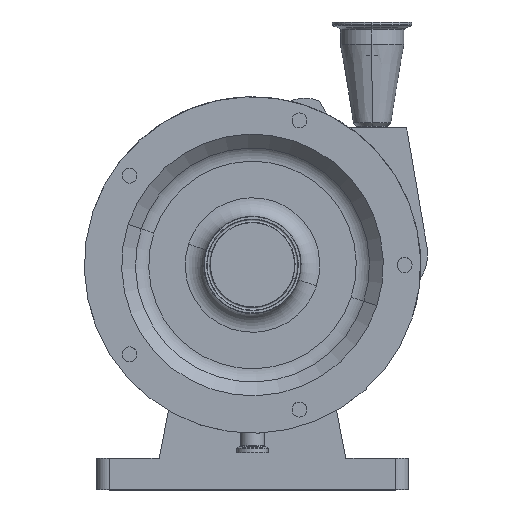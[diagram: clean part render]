
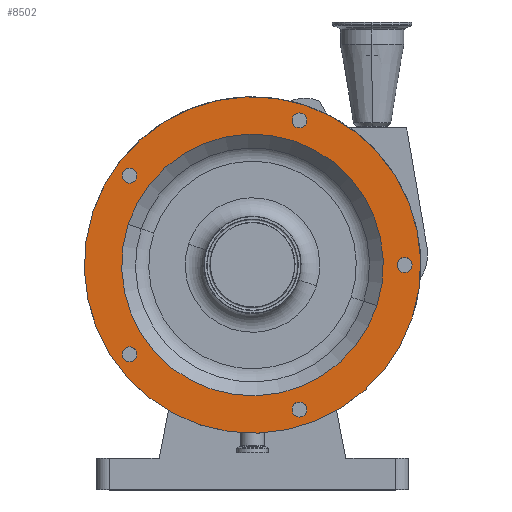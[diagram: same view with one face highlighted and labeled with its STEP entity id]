
A CAD part, top view. The second image highlights one B-rep face of the part: STEP entity #8502.
In plain terms, the highlighted planar face has unit normal (0, 0, 1).
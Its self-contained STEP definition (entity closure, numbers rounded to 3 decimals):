
#1750 = DIRECTION ( 'NONE',  ( -0.951, -0.309, 0. ) ) ;
#1762 = CARTESIAN_POINT ( 'NONE',  ( -98.7, 71.71, 200. ) ) ;
#1763 = AXIS2_PLACEMENT_3D ( 'NONE', #1762, #1781, #1793 ) ;
#1781 = DIRECTION ( 'NONE',  ( 0., 0., 1. ) ) ;
#1784 = CIRCLE ( 'NONE', #1763, 6. ) ;
#1793 = DIRECTION ( 'NONE',  ( 0.588, 0.809, 0. ) ) ;
#1838 = AXIS2_PLACEMENT_3D ( 'NONE', #1846, #1855, #1851 ) ;
#1839 = DIRECTION ( 'NONE',  ( -0.588, 0.809, 0. ) ) ;
#1840 = AXIS2_PLACEMENT_3D ( 'NONE', #1849, #1850, #1839 ) ;
#1841 = CIRCLE ( 'NONE', #1848, 6. ) ;
#1843 = DIRECTION ( 'NONE',  ( 0., 0., 1. ) ) ;
#1844 = CARTESIAN_POINT ( 'NONE',  ( 37.7, -116.029, 200. ) ) ;
#1845 = CIRCLE ( 'NONE', #1838, 6. ) ;
#1846 = CARTESIAN_POINT ( 'NONE',  ( 37.7, 116.029, 200. ) ) ;
#1847 = CIRCLE ( 'NONE', #1840, 6. ) ;
#1848 = AXIS2_PLACEMENT_3D ( 'NONE', #1844, #1843, #1750 ) ;
#1849 = CARTESIAN_POINT ( 'NONE',  ( -98.7, -71.71, 200. ) ) ;
#1850 = DIRECTION ( 'NONE',  ( 0., 0., 1. ) ) ;
#1851 = DIRECTION ( 'NONE',  ( 0.951, -0.309, 0. ) ) ;
#1855 = DIRECTION ( 'NONE',  ( 0., 0., 1. ) ) ;
#2102 = DIRECTION ( 'NONE',  ( 0., 0., 1. ) ) ;
#2104 = AXIS2_PLACEMENT_3D ( 'NONE', #2146, #2102, #2130 ) ;
#2106 = CIRCLE ( 'NONE', #2104, 105. ) ;
#2130 = DIRECTION ( 'NONE',  ( 0.951, -0.309, 0. ) ) ;
#2146 = CARTESIAN_POINT ( 'NONE',  ( 0., 0., 200. ) ) ;
#3445 = FACE_BOUND ( 'NONE', #8461, .T. ) ;
#3469 = FACE_BOUND ( 'NONE', #8490, .T. ) ;
#3477 = FACE_BOUND ( 'NONE', #8485, .T. ) ;
#3509 = FACE_BOUND ( 'NONE', #8516, .T. ) ;
#3526 = FACE_OUTER_BOUND ( 'NONE', #8517, .T. ) ;
#3530 = FACE_BOUND ( 'NONE', #8552, .T. ) ;
#3573 = DIRECTION ( 'NONE',  ( 0.951, -0.309, 0. ) ) ;
#3579 = CARTESIAN_POINT ( 'NONE',  ( 0., 0., 200. ) ) ;
#3580 = AXIS2_PLACEMENT_3D ( 'NONE', #3579, #3581, #3573 ) ;
#3581 = DIRECTION ( 'NONE',  ( 0., 0., 1. ) ) ;
#3582 = CIRCLE ( 'NONE', #3580, 135. ) ;
#3588 = AXIS2_PLACEMENT_3D ( 'NONE', #3600, #3599, #3598 ) ;
#3598 = DIRECTION ( 'NONE',  ( -0.951, 0.309, 0. ) ) ;
#3599 = DIRECTION ( 'NONE',  ( 0., 0., -1. ) ) ;
#3600 = CARTESIAN_POINT ( 'NONE',  ( 12.052, 37.091, 200. ) ) ;
#3601 = PLANE ( 'NONE',  #3588 ) ;
#3616 = FACE_BOUND ( 'NONE', #8511, .T. ) ;
#5573 = DIRECTION ( 'NONE',  ( 0., 0., 1. ) ) ;
#5577 = AXIS2_PLACEMENT_3D ( 'NONE', #5578, #5573, #5581 ) ;
#5578 = CARTESIAN_POINT ( 'NONE',  ( 37.7, -116.029, 200. ) ) ;
#5581 = DIRECTION ( 'NONE',  ( -0.951, -0.309, 0. ) ) ;
#5609 = CIRCLE ( 'NONE', #5577, 6. ) ;
#5749 = CARTESIAN_POINT ( 'NONE',  ( 99.861, -32.447, 200. ) ) ;
#5751 = CARTESIAN_POINT ( 'NONE',  ( 0., 0., 200. ) ) ;
#5761 = AXIS2_PLACEMENT_3D ( 'NONE', #5751, #5797, #5804 ) ;
#5770 = CIRCLE ( 'NONE', #5761, 105. ) ;
#5797 = DIRECTION ( 'NONE',  ( 0., 0., 1. ) ) ;
#5804 = DIRECTION ( 'NONE',  ( 0.951, -0.309, 0. ) ) ;
#5827 = CIRCLE ( 'NONE', #5829, 6. ) ;
#5828 = CARTESIAN_POINT ( 'NONE',  ( -98.7, -71.71, 200. ) ) ;
#5829 = AXIS2_PLACEMENT_3D ( 'NONE', #5828, #5831, #5830 ) ;
#5830 = DIRECTION ( 'NONE',  ( -0.588, 0.809, 0. ) ) ;
#5831 = DIRECTION ( 'NONE',  ( 0., 0., 1. ) ) ;
#5879 = CARTESIAN_POINT ( 'NONE',  ( -95.173, -76.564, 200. ) ) ;
#5881 = CARTESIAN_POINT ( 'NONE',  ( 31.994, -117.883, 200. ) ) ;
#5882 = CARTESIAN_POINT ( 'NONE',  ( 122., -6., 200. ) ) ;
#5883 = CARTESIAN_POINT ( 'NONE',  ( 122., 6., 200. ) ) ;
#5934 = DIRECTION ( 'NONE',  ( 0., -1., 0. ) ) ;
#5935 = DIRECTION ( 'NONE',  ( 0., 0., 1. ) ) ;
#5936 = CARTESIAN_POINT ( 'NONE',  ( 122., 0., 200. ) ) ;
#5937 = AXIS2_PLACEMENT_3D ( 'NONE', #5936, #5935, #5934 ) ;
#5948 = CARTESIAN_POINT ( 'NONE',  ( 43.406, -114.175, 200. ) ) ;
#5952 = CIRCLE ( 'NONE', #5937, 6. ) ;
#6008 = CARTESIAN_POINT ( 'NONE',  ( -102.227, -66.856, 200. ) ) ;
#6253 = CARTESIAN_POINT ( 'NONE',  ( -128.393, 41.717, 200. ) ) ;
#6314 = DIRECTION ( 'NONE',  ( 0.951, -0.309, 0. ) ) ;
#6315 = DIRECTION ( 'NONE',  ( 0., 0., 1. ) ) ;
#6324 = AXIS2_PLACEMENT_3D ( 'NONE', #6325, #6315, #6314 ) ;
#6325 = CARTESIAN_POINT ( 'NONE',  ( 0., 0., 200. ) ) ;
#6329 = CARTESIAN_POINT ( 'NONE',  ( 128.393, -41.717, 200. ) ) ;
#6332 = CIRCLE ( 'NONE', #6324, 135. ) ;
#6448 = DIRECTION ( 'NONE',  ( 0., 0., 1. ) ) ;
#6454 = DIRECTION ( 'NONE',  ( 0.951, -0.309, 0. ) ) ;
#6455 = AXIS2_PLACEMENT_3D ( 'NONE', #6501, #6448, #6454 ) ;
#6461 = DIRECTION ( 'NONE',  ( 0.588, 0.809, 0. ) ) ;
#6462 = DIRECTION ( 'NONE',  ( 0., 0., 1. ) ) ;
#6463 = AXIS2_PLACEMENT_3D ( 'NONE', #6505, #6462, #6461 ) ;
#6465 = CIRCLE ( 'NONE', #6455, 6. ) ;
#6479 = CARTESIAN_POINT ( 'NONE',  ( 31.994, 117.883, 200. ) ) ;
#6501 = CARTESIAN_POINT ( 'NONE',  ( 37.7, 116.029, 200. ) ) ;
#6505 = CARTESIAN_POINT ( 'NONE',  ( -98.7, 71.71, 200. ) ) ;
#6508 = CIRCLE ( 'NONE', #6463, 6. ) ;
#6510 = CARTESIAN_POINT ( 'NONE',  ( 43.406, 114.175, 200. ) ) ;
#6669 = CARTESIAN_POINT ( 'NONE',  ( -99.861, 32.447, 200. ) ) ;
#6676 = CARTESIAN_POINT ( 'NONE',  ( -102.227, 66.856, 200. ) ) ;
#6710 = CARTESIAN_POINT ( 'NONE',  ( -95.173, 76.564, 200. ) ) ;
#7289 = VERTEX_POINT ( 'NONE', #5749 ) ;
#7310 = EDGE_CURVE ( 'NONE', #7669, #7289, #5770, .T. ) ;
#7392 = EDGE_CURVE ( 'NONE', #7407, #7403, #5952, .T. ) ;
#7395 = VERTEX_POINT ( 'NONE', #5948 ) ;
#7402 = VERTEX_POINT ( 'NONE', #5879 ) ;
#7403 = VERTEX_POINT ( 'NONE', #5882 ) ;
#7407 = VERTEX_POINT ( 'NONE', #5883 ) ;
#7410 = VERTEX_POINT ( 'NONE', #5881 ) ;
#7411 = EDGE_CURVE ( 'NONE', #7395, #7410, #5609, .T. ) ;
#7417 = EDGE_CURVE ( 'NONE', #7402, #7431, #5827, .T. ) ;
#7431 = VERTEX_POINT ( 'NONE', #6008 ) ;
#7499 = VERTEX_POINT ( 'NONE', #6329 ) ;
#7502 = EDGE_CURVE ( 'NONE', #7499, #7547, #6332, .T. ) ;
#7547 = VERTEX_POINT ( 'NONE', #6253 ) ;
#7600 = EDGE_CURVE ( 'NONE', #7630, #7622, #6465, .T. ) ;
#7603 = EDGE_CURVE ( 'NONE', #7676, #7666, #6508, .T. ) ;
#7622 = VERTEX_POINT ( 'NONE', #6510 ) ;
#7630 = VERTEX_POINT ( 'NONE', #6479 ) ;
#7666 = VERTEX_POINT ( 'NONE', #6710 ) ;
#7669 = VERTEX_POINT ( 'NONE', #6669 ) ;
#7676 = VERTEX_POINT ( 'NONE', #6676 ) ;
#8123 = CIRCLE ( 'NONE', #8130, 6. ) ;
#8130 = AXIS2_PLACEMENT_3D ( 'NONE', #8137, #8136, #8135 ) ;
#8135 = DIRECTION ( 'NONE',  ( 0., -1., 0. ) ) ;
#8136 = DIRECTION ( 'NONE',  ( 0., 0., 1. ) ) ;
#8137 = CARTESIAN_POINT ( 'NONE',  ( 122., 0., 200. ) ) ;
#8433 = EDGE_CURVE ( 'NONE', #7666, #7676, #1784, .T. ) ;
#8454 = EDGE_CURVE ( 'NONE', #7289, #7669, #2106, .T. ) ;
#8458 = EDGE_CURVE ( 'NONE', #7622, #7630, #1845, .T. ) ;
#8461 = EDGE_LOOP ( 'NONE', ( #8513, #8593 ) ) ;
#8465 = EDGE_CURVE ( 'NONE', #7431, #7402, #1847, .T. ) ;
#8472 = EDGE_CURVE ( 'NONE', #7410, #7395, #1841, .T. ) ;
#8480 = EDGE_CURVE ( 'NONE', #7403, #7407, #8123, .T. ) ;
#8485 = EDGE_LOOP ( 'NONE', ( #8491, #8504 ) ) ;
#8490 = EDGE_LOOP ( 'NONE', ( #8503, #8507 ) ) ;
#8491 = ORIENTED_EDGE ( 'NONE', *, *, #8472, .F. ) ;
#8497 = ORIENTED_EDGE ( 'NONE', *, *, #7392, .F. ) ;
#8502 = ADVANCED_FACE ( 'NONE', ( #3616, #3477, #3469, #3530, #3509, #3526, #3445 ), #3601, .F. ) ;
#8503 = ORIENTED_EDGE ( 'NONE', *, *, #8465, .F. ) ;
#8504 = ORIENTED_EDGE ( 'NONE', *, *, #7411, .F. ) ;
#8507 = ORIENTED_EDGE ( 'NONE', *, *, #7417, .F. ) ;
#8509 = ORIENTED_EDGE ( 'NONE', *, *, #8480, .F. ) ;
#8511 = EDGE_LOOP ( 'NONE', ( #8509, #8497 ) ) ;
#8513 = ORIENTED_EDGE ( 'NONE', *, *, #8454, .F. ) ;
#8515 = ORIENTED_EDGE ( 'NONE', *, *, #7600, .F. ) ;
#8516 = EDGE_LOOP ( 'NONE', ( #8534, #8515 ) ) ;
#8517 = EDGE_LOOP ( 'NONE', ( #8569, #8594 ) ) ;
#8534 = ORIENTED_EDGE ( 'NONE', *, *, #8458, .F. ) ;
#8552 = EDGE_LOOP ( 'NONE', ( #8570, #8567 ) ) ;
#8554 = EDGE_CURVE ( 'NONE', #7547, #7499, #3582, .T. ) ;
#8567 = ORIENTED_EDGE ( 'NONE', *, *, #7603, .F. ) ;
#8569 = ORIENTED_EDGE ( 'NONE', *, *, #7502, .T. ) ;
#8570 = ORIENTED_EDGE ( 'NONE', *, *, #8433, .F. ) ;
#8593 = ORIENTED_EDGE ( 'NONE', *, *, #7310, .F. ) ;
#8594 = ORIENTED_EDGE ( 'NONE', *, *, #8554, .T. ) ;
